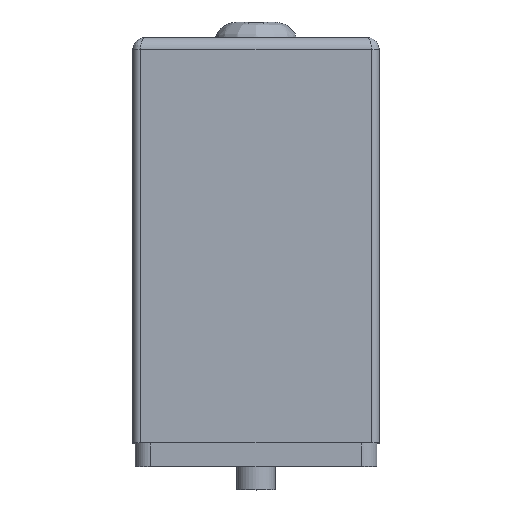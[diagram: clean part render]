
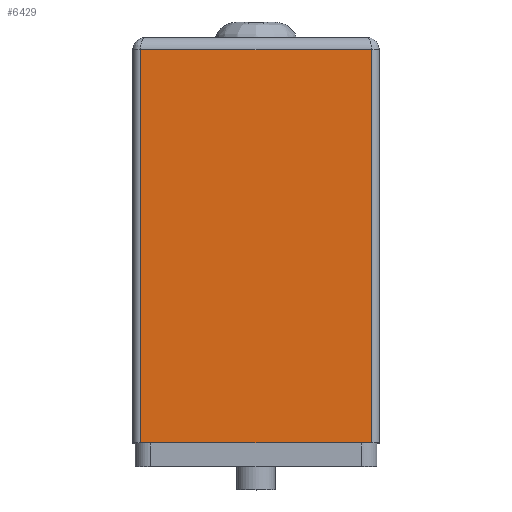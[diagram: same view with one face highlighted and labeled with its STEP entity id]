
A CAD part, top view. The second image highlights one B-rep face of the part: STEP entity #6429.
In plain terms, the highlighted planar face has unit normal (0, 0, 1).
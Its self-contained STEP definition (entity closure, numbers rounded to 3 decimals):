
#1797=PLANE('',#19012);
#3227=LINE('',#27502,#4985);
#3228=LINE('',#27505,#4986);
#3229=LINE('',#27507,#4987);
#3230=LINE('',#27509,#4988);
#4985=VECTOR('',#21142,1.);
#4986=VECTOR('',#21143,1.);
#4987=VECTOR('',#21144,1.);
#4988=VECTOR('',#21145,1.);
#6429=ADVANCED_FACE('',(#7349),#1797,.F.);
#7349=FACE_OUTER_BOUND('',#8260,.T.);
#8260=EDGE_LOOP('',(#10760,#10761,#10762,#10763));
#10760=ORIENTED_EDGE('',*,*,#16748,.T.);
#10761=ORIENTED_EDGE('',*,*,#16749,.T.);
#10762=ORIENTED_EDGE('',*,*,#16750,.T.);
#10763=ORIENTED_EDGE('',*,*,#16751,.T.);
#14935=VERTEX_POINT('',#27503);
#14936=VERTEX_POINT('',#27504);
#14937=VERTEX_POINT('',#27506);
#14938=VERTEX_POINT('',#27508);
#16748=EDGE_CURVE('',#14935,#14936,#3227,.T.);
#16749=EDGE_CURVE('',#14936,#14937,#3228,.T.);
#16750=EDGE_CURVE('',#14937,#14938,#3229,.T.);
#16751=EDGE_CURVE('',#14938,#14935,#3230,.T.);
#19012=AXIS2_PLACEMENT_3D('',#27510,#21146,#21147);
#21142=DIRECTION('',(1.,0.,0.));
#21143=DIRECTION('',(0.,1.,0.));
#21144=DIRECTION('',(-1.,0.,0.));
#21145=DIRECTION('',(0.,-1.,0.));
#21146=DIRECTION('',(0.,0.,-1.));
#21147=DIRECTION('',(-1.,0.,0.));
#27502=CARTESIAN_POINT('',(-7.9,0.,7.9));
#27503=CARTESIAN_POINT('',(-7.4,0.,7.9));
#27504=CARTESIAN_POINT('',(7.4,0.,7.9));
#27505=CARTESIAN_POINT('',(7.4,26.,7.9));
#27506=CARTESIAN_POINT('',(7.4,25.2,7.9));
#27507=CARTESIAN_POINT('',(-7.9,25.2,7.9));
#27508=CARTESIAN_POINT('',(-7.4,25.2,7.9));
#27509=CARTESIAN_POINT('',(-7.4,26.,7.9));
#27510=CARTESIAN_POINT('',(-7.9,26.,7.9));
